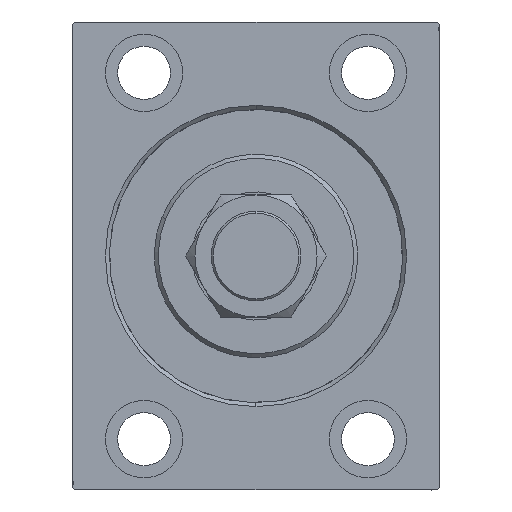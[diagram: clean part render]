
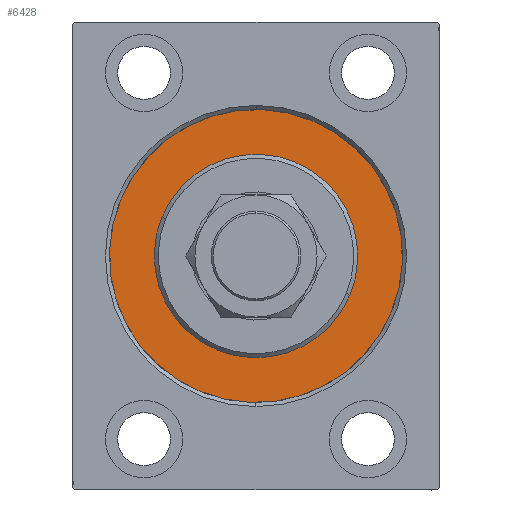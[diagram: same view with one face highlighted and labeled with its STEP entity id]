
A CAD part, left-side view. The second image highlights one B-rep face of the part: STEP entity #6428.
In plain terms, the highlighted face is planar.
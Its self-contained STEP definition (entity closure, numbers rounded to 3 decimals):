
#152 = AXIS2_PLACEMENT_3D ( 'NONE', #5304, #22559, #44391 ) ;
#1495 = AXIS2_PLACEMENT_3D ( 'NONE', #20193, #16744, #30746 ) ;
#1743 = EDGE_LOOP ( 'NONE', ( #42993, #36536 ) ) ;
#3374 = EDGE_CURVE ( 'NONE', #8625, #6220, #33326, .T. ) ;
#3671 = CARTESIAN_POINT ( 'NONE',  ( 0., 0., 25. ) ) ;
#5304 = CARTESIAN_POINT ( 'NONE',  ( 0., 0., 0. ) ) ;
#6104 = CIRCLE ( 'NONE', #19291, 36. ) ;
#6220 = VERTEX_POINT ( 'NONE', #3671 ) ;
#6428 = ADVANCED_FACE ( 'NONE', ( #41803, #31219 ), #14206, .F. ) ;
#6854 = DIRECTION ( 'NONE',  ( 0., 0., 1. ) ) ;
#7213 = CARTESIAN_POINT ( 'NONE',  ( 0., 0., 36. ) ) ;
#8625 = VERTEX_POINT ( 'NONE', #28838 ) ;
#12733 = AXIS2_PLACEMENT_3D ( 'NONE', #20468, #41627, #13797 ) ;
#13715 = EDGE_CURVE ( 'NONE', #6220, #8625, #14729, .T. ) ;
#13797 = DIRECTION ( 'NONE',  ( 0., 0., -1. ) ) ;
#13974 = CARTESIAN_POINT ( 'NONE',  ( 0., 0., 0. ) ) ;
#14206 = PLANE ( 'NONE',  #41703 ) ;
#14729 = CIRCLE ( 'NONE', #1495, 25. ) ;
#15585 = CIRCLE ( 'NONE', #152, 36. ) ;
#16744 = DIRECTION ( 'NONE',  ( 1., 0., 0. ) ) ;
#19291 = AXIS2_PLACEMENT_3D ( 'NONE', #21348, #36495, #26811 ) ;
#19437 = CARTESIAN_POINT ( 'NONE',  ( 0., 0., -36. ) ) ;
#20193 = CARTESIAN_POINT ( 'NONE',  ( 0., 0., 0. ) ) ;
#20468 = CARTESIAN_POINT ( 'NONE',  ( 0., 0., 0. ) ) ;
#21033 = EDGE_LOOP ( 'NONE', ( #38877, #34266 ) ) ;
#21348 = CARTESIAN_POINT ( 'NONE',  ( 0., 0., 0. ) ) ;
#22559 = DIRECTION ( 'NONE',  ( -1., 0., 0. ) ) ;
#24097 = EDGE_CURVE ( 'NONE', #36193, #37871, #15585, .T. ) ;
#26811 = DIRECTION ( 'NONE',  ( 0., 0., 1. ) ) ;
#28207 = DIRECTION ( 'NONE',  ( -1., 0., 0. ) ) ;
#28838 = CARTESIAN_POINT ( 'NONE',  ( 0., 0., -25. ) ) ;
#30746 = DIRECTION ( 'NONE',  ( 0., 0., -1. ) ) ;
#31219 = FACE_OUTER_BOUND ( 'NONE', #1743, .T. ) ;
#33326 = CIRCLE ( 'NONE', #12733, 25. ) ;
#34266 = ORIENTED_EDGE ( 'NONE', *, *, #3374, .F. ) ;
#36193 = VERTEX_POINT ( 'NONE', #7213 ) ;
#36495 = DIRECTION ( 'NONE',  ( -1., 0., 0. ) ) ;
#36536 = ORIENTED_EDGE ( 'NONE', *, *, #24097, .F. ) ;
#37871 = VERTEX_POINT ( 'NONE', #19437 ) ;
#38877 = ORIENTED_EDGE ( 'NONE', *, *, #13715, .F. ) ;
#41627 = DIRECTION ( 'NONE',  ( 1., 0., 0. ) ) ;
#41703 = AXIS2_PLACEMENT_3D ( 'NONE', #13974, #28207, #6854 ) ;
#41803 = FACE_BOUND ( 'NONE', #21033, .T. ) ;
#42914 = EDGE_CURVE ( 'NONE', #37871, #36193, #6104, .T. ) ;
#42993 = ORIENTED_EDGE ( 'NONE', *, *, #42914, .F. ) ;
#44391 = DIRECTION ( 'NONE',  ( 0., 0., 1. ) ) ;
